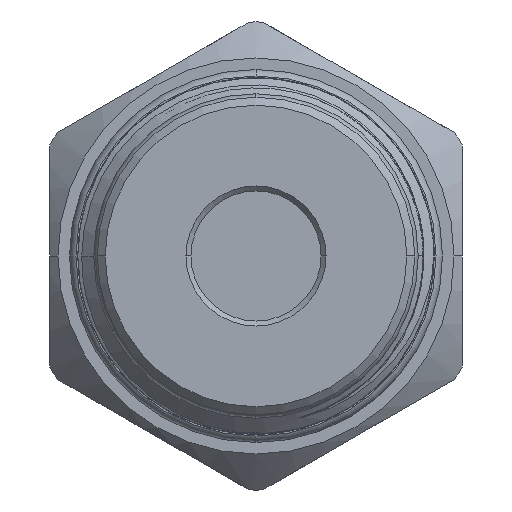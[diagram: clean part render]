
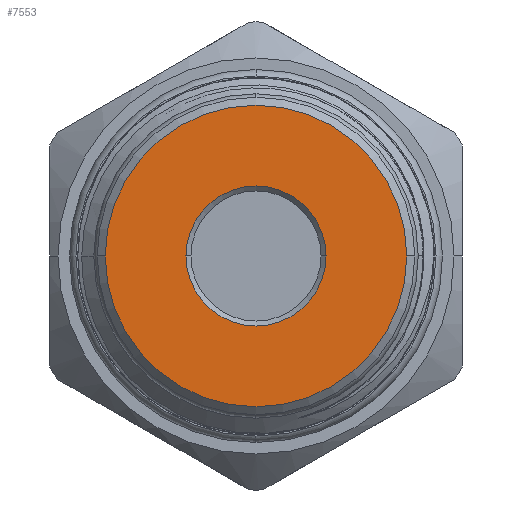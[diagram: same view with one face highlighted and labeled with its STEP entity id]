
A CAD part, left-side view. The second image highlights one B-rep face of the part: STEP entity #7553.
In plain terms, the highlighted planar face has unit normal (-1, 0, 0).
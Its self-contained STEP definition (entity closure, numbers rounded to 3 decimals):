
#232 = AXIS2_PLACEMENT_3D ( 'NONE', #10868, #1240, #3320 ) ;
#1159 = FACE_OUTER_BOUND ( 'NONE', #8488, .T. ) ;
#1240 = DIRECTION ( 'NONE',  ( -1., 0., 0. ) ) ;
#1408 = CARTESIAN_POINT ( 'NONE',  ( -111.58, -15.075, 0. ) ) ;
#1832 = CARTESIAN_POINT ( 'NONE',  ( -111.58, 0., 0. ) ) ;
#1994 = DIRECTION ( 'NONE',  ( 1., 0., 0. ) ) ;
#2199 = ORIENTED_EDGE ( 'NONE', *, *, #3036, .T. ) ;
#2827 = EDGE_CURVE ( 'NONE', #12040, #4305, #10176, .T. ) ;
#2933 = EDGE_CURVE ( 'NONE', #6530, #4647, #11010, .T. ) ;
#3036 = EDGE_CURVE ( 'NONE', #4647, #6530, #9676, .T. ) ;
#3320 = DIRECTION ( 'NONE',  ( 0., 1., 0. ) ) ;
#3457 = CARTESIAN_POINT ( 'NONE',  ( -111.58, 0., 0. ) ) ;
#3783 = ORIENTED_EDGE ( 'NONE', *, *, #2827, .T. ) ;
#4239 = CARTESIAN_POINT ( 'NONE',  ( -111.58, 15.075, 0. ) ) ;
#4305 = VERTEX_POINT ( 'NONE', #12041 ) ;
#4647 = VERTEX_POINT ( 'NONE', #4239 ) ;
#5177 = DIRECTION ( 'NONE',  ( 0., 1., 0. ) ) ;
#6290 = DIRECTION ( 'NONE',  ( 1., 0., 0. ) ) ;
#6360 = AXIS2_PLACEMENT_3D ( 'NONE', #1832, #12358, #9195 ) ;
#6464 = AXIS2_PLACEMENT_3D ( 'NONE', #3457, #13064, #12921 ) ;
#6480 = DIRECTION ( 'NONE',  ( 0., 1., 0. ) ) ;
#6530 = VERTEX_POINT ( 'NONE', #1408 ) ;
#7553 = ADVANCED_FACE ( 'NONE', ( #13106, #1159 ), #13492, .F. ) ;
#8488 = EDGE_LOOP ( 'NONE', ( #2199, #13247 ) ) ;
#9065 = ORIENTED_EDGE ( 'NONE', *, *, #12712, .T. ) ;
#9195 = DIRECTION ( 'NONE',  ( 0., 1., 0. ) ) ;
#9392 = CARTESIAN_POINT ( 'NONE',  ( -111.58, 0., 0. ) ) ;
#9676 = CIRCLE ( 'NONE', #232, 15.075 ) ;
#9694 = CARTESIAN_POINT ( 'NONE',  ( -111.58, -7., 0. ) ) ;
#9766 = AXIS2_PLACEMENT_3D ( 'NONE', #9392, #1994, #5177 ) ;
#10176 = CIRCLE ( 'NONE', #12591, 7. ) ;
#10868 = CARTESIAN_POINT ( 'NONE',  ( -111.58, 0., 0. ) ) ;
#11010 = CIRCLE ( 'NONE', #6464, 15.075 ) ;
#11848 = EDGE_LOOP ( 'NONE', ( #3783, #9065 ) ) ;
#11998 = CIRCLE ( 'NONE', #6360, 7. ) ;
#12040 = VERTEX_POINT ( 'NONE', #9694 ) ;
#12041 = CARTESIAN_POINT ( 'NONE',  ( -111.58, 7., 0. ) ) ;
#12358 = DIRECTION ( 'NONE',  ( 1., 0., 0. ) ) ;
#12591 = AXIS2_PLACEMENT_3D ( 'NONE', #12833, #6290, #6480 ) ;
#12712 = EDGE_CURVE ( 'NONE', #4305, #12040, #11998, .T. ) ;
#12833 = CARTESIAN_POINT ( 'NONE',  ( -111.58, 0., 0. ) ) ;
#12921 = DIRECTION ( 'NONE',  ( 0., 1., 0. ) ) ;
#13064 = DIRECTION ( 'NONE',  ( -1., 0., 0. ) ) ;
#13106 = FACE_BOUND ( 'NONE', #11848, .T. ) ;
#13247 = ORIENTED_EDGE ( 'NONE', *, *, #2933, .T. ) ;
#13492 = PLANE ( 'NONE',  #9766 ) ;
